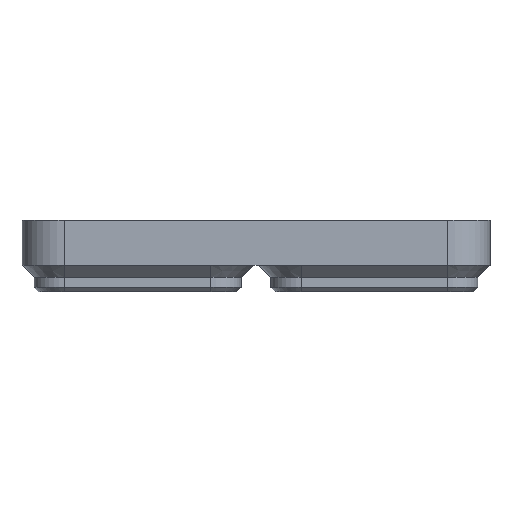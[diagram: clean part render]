
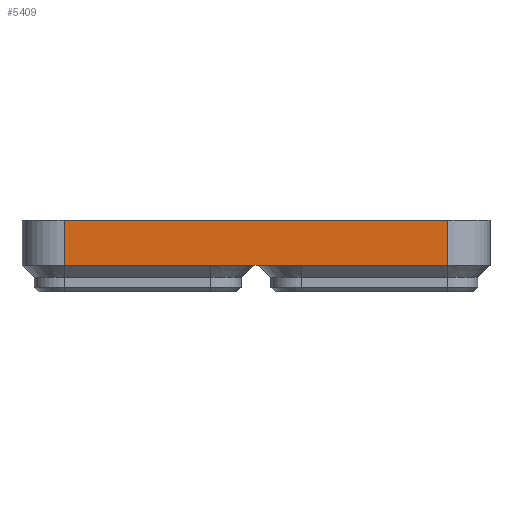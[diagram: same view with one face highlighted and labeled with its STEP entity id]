
A CAD part, front view. The second image highlights one B-rep face of the part: STEP entity #5409.
In plain terms, the highlighted planar face has unit normal (0, -1, 0).
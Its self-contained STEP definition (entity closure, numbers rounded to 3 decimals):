
#610=ORIENTED_EDGE('',*,*,#2244,.T.);
#611=ORIENTED_EDGE('',*,*,#2245,.T.);
#612=ORIENTED_EDGE('',*,*,#2241,.F.);
#613=ORIENTED_EDGE('',*,*,#2246,.F.);
#614=ORIENTED_EDGE('',*,*,#2185,.F.);
#615=ORIENTED_EDGE('',*,*,#2247,.F.);
#2185=EDGE_CURVE('',#3007,#3008,#3472,.T.);
#2241=EDGE_CURVE('',#3054,#3055,#3507,.T.);
#2244=EDGE_CURVE('',#3056,#3057,#3508,.T.);
#2245=EDGE_CURVE('',#3057,#3055,#3509,.T.);
#2246=EDGE_CURVE('',#3008,#3054,#3510,.T.);
#2247=EDGE_CURVE('',#3056,#3007,#3511,.T.);
#3007=VERTEX_POINT('',#8298);
#3008=VERTEX_POINT('',#8300);
#3054=VERTEX_POINT('',#8409);
#3055=VERTEX_POINT('',#8410);
#3056=VERTEX_POINT('',#8415);
#3057=VERTEX_POINT('',#8416);
#3472=LINE('',#8299,#3986);
#3507=LINE('',#8408,#4021);
#3508=LINE('',#8414,#4022);
#3509=LINE('',#8417,#4023);
#3510=LINE('',#8418,#4024);
#3511=LINE('',#8419,#4025);
#3986=VECTOR('',#6479,1000.);
#4021=VECTOR('',#6570,1000.);
#4022=VECTOR('',#6577,1000.);
#4023=VECTOR('',#6578,1000.);
#4024=VECTOR('',#6579,1000.);
#4025=VECTOR('',#6580,1000.);
#4480=EDGE_LOOP('',(#610,#611,#612,#613,#614,#615));
#4860=FACE_BOUND('',#4480,.T.);
#5236=PLANE('',#5806);
#5409=ADVANCED_FACE('',(#4860),#5236,.F.);
#5806=AXIS2_PLACEMENT_3D('',#8413,#6575,#6576);
#6479=DIRECTION('',(-1.,0.,0.));
#6570=DIRECTION('',(0.,0.,1.));
#6575=DIRECTION('',(0.,1.,0.));
#6576=DIRECTION('',(-1.,0.,0.));
#6577=DIRECTION('',(0.,0.,1.));
#6578=DIRECTION('',(-1.,0.,0.));
#6579=DIRECTION('',(-1.,0.,0.));
#6580=DIRECTION('',(-1.,0.,0.));
#8298=CARTESIAN_POINT('',(8.,-62.5,-1.));
#8299=CARTESIAN_POINT('',(0.,-62.5,-1.));
#8300=CARTESIAN_POINT('',(-8.,-62.5,-1.));
#8408=CARTESIAN_POINT('',(-34.,-62.5,-1.));
#8409=CARTESIAN_POINT('',(-34.,-62.5,-1.));
#8410=CARTESIAN_POINT('',(-34.,-62.5,7.));
#8413=CARTESIAN_POINT('',(0.,-62.5,-1.));
#8414=CARTESIAN_POINT('',(34.,-62.5,-1.));
#8415=CARTESIAN_POINT('',(34.,-62.5,-1.));
#8416=CARTESIAN_POINT('',(34.,-62.5,7.));
#8417=CARTESIAN_POINT('',(0.,-62.5,7.));
#8418=CARTESIAN_POINT('',(0.,-62.5,-1.));
#8419=CARTESIAN_POINT('',(0.,-62.5,-1.));
